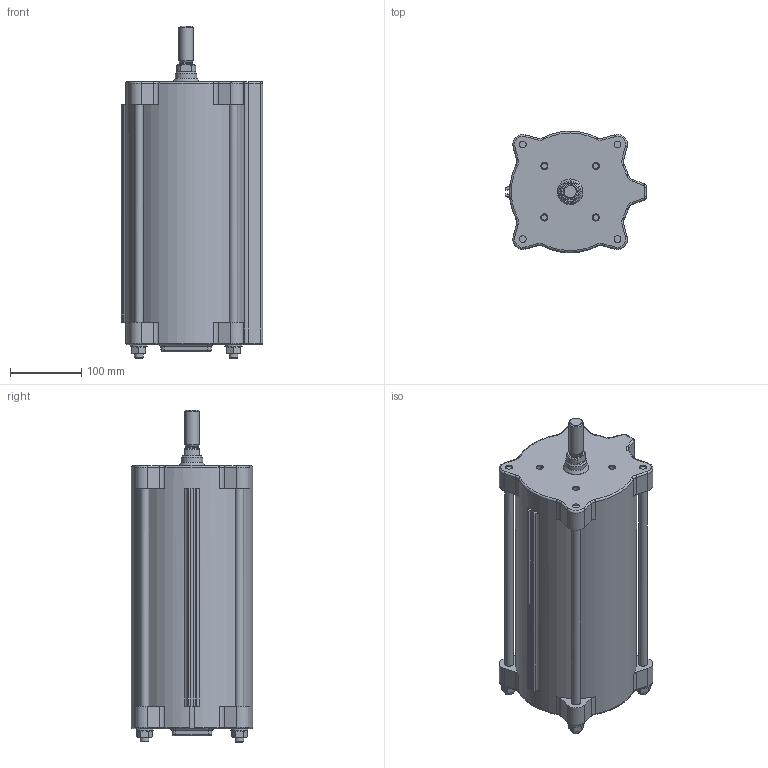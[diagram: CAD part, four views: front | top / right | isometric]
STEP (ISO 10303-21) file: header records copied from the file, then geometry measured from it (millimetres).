
FILE_DESCRIPTION(/* description */ (''),/* implementation_level */ '2;1');
FILE_NAME(/* name */ 'SC160 - 215.stp',/* time_stamp */ '2017-11-22T14:48:23+01:00',/* author */ ('Brumpreuksch'),/* organization */ (''),/* preprocessor_version */ 'ST-DEVELOPER v16.5',/* originating_system */ 'Autodesk Inventor 2017',/* authorisation */ '');
FILE_SCHEMA (('AUTOMOTIVE_DESIGN { 1 0 10303 214 3 1 1 }'));
Products named in the file (1): SC160 - 215
Bounding box: 198.5 x 170 x 466 mm (x, y, z)
Volume: 3354993.5 mm3; surface area: 728049.7 mm2
Topology: 1 solids, 17 shells, 1320 faces, 2989 edges, 1725 vertices
Faces by surface type: bspline 321, plane 320, cylinder 320, torus 164, sphere 104, cone 91
Full cylindrical faces by diameter (mm): 4 x4, 4.134 x4, 4.917 x3, 6 x3, 6.4 x3, 8 x6, 8.376 x6, 9.5 x4, 10 x14, 11.445 x2, 12 x10, 13 x7, 16 x2, 17.7 x1, 18 x6, 20 x1, 24 x4, 30 x4, 30.1 x3, 34 x1, 36 x1, 36.4 x1, 147.2 x2, 153 x4, 157 x2, 158 x1, 159.8 x6, 160 x4
Entity records: 44752 total; most frequent: CARTESIAN_POINT 16256, DIRECTION 5764, ORIENTED_EDGE 5348, EDGE_CURVE 2674, AXIS2_PLACEMENT_3D 2604, VERTEX_POINT 1644, EDGE_LOOP 1616, CIRCLE 1405
